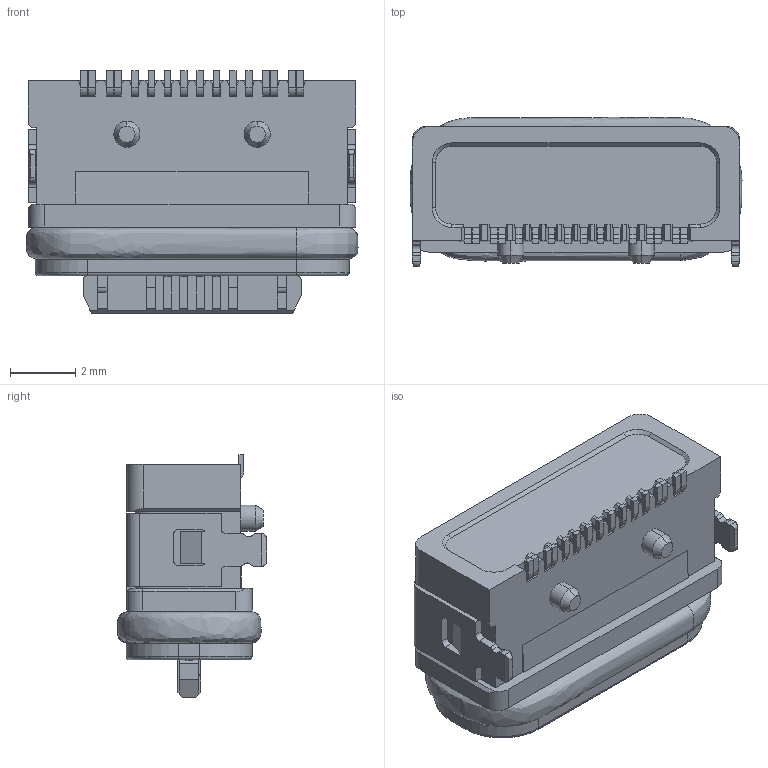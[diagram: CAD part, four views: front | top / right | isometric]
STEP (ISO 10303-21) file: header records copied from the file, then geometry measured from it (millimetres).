
FILE_DESCRIPTION(/* description */ (''),/* implementation_level */ '2;1');
FILE_NAME(/* name */ 'A957_B_3D.stp',/* time_stamp */ '2025-08-06T13:44:03+08:00',/* author */ (''),/* organization */ (''),/* preprocessor_version */ 'ST-DEVELOPER v16',/* originating_system */ 'SIEMENS PLM Software NX 10.0',/* authorisation */ '');
FILE_SCHEMA (('AUTOMOTIVE_DESIGN { 1 0 10303 214 3 1 1 1 }'));
Length unit declared in the file: millimetre
Products named in the file (1): xue157CFA7Bg98y
Bounding box: 10.19 x 4.59 x 7.45 mm (x, y, z)
Volume: 169.6 mm3; surface area: 546 mm2
Topology: 2 solids, 3 shells, 687 faces, 1919 edges, 1243 vertices
Faces by surface type: plane 504, cylinder 138, cone 33, torus 8, extrusion 2, bspline 2
Entity records: 22846 total; most frequent: CARTESIAN_POINT 5265, ORIENTED_EDGE 3834, DIRECTION 3425, EDGE_CURVE 1917, VECTOR 1443, LINE 1441, VERTEX_POINT 1243, AXIS2_PLACEMENT_3D 991
